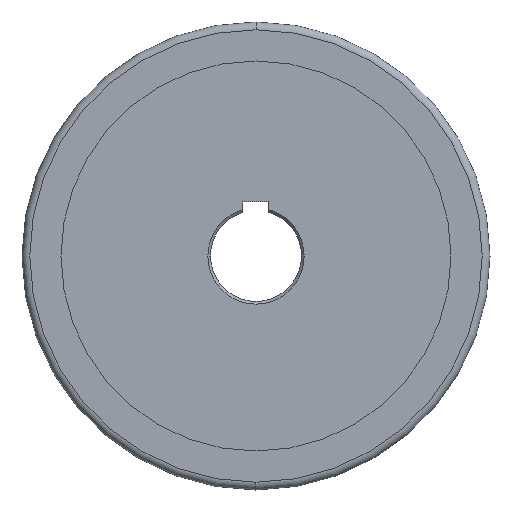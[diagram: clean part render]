
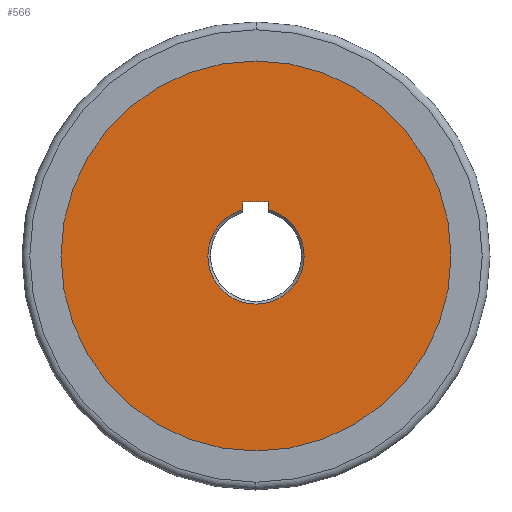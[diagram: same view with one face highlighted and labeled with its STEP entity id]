
A CAD part, left-side view. The second image highlights one B-rep face of the part: STEP entity #566.
In plain terms, the highlighted planar face has unit normal (-1, 0, 0).
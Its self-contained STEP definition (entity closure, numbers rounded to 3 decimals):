
#16 = ORIENTED_EDGE ( 'NONE', *, *, #200, .T. ) ;
#23 = CARTESIAN_POINT ( 'NONE',  ( -30., -18.5, 0. ) ) ;
#27 = EDGE_CURVE ( 'NONE', #721, #799, #875, .T. ) ;
#48 = VERTEX_POINT ( 'NONE', #96 ) ;
#53 = DIRECTION ( 'NONE',  ( 0., -1., 0. ) ) ;
#83 = CARTESIAN_POINT ( 'NONE',  ( -30., 5., 17.812 ) ) ;
#89 = CARTESIAN_POINT ( 'NONE',  ( -30., -5., 0. ) ) ;
#96 = CARTESIAN_POINT ( 'NONE',  ( -30., 18.5, 0. ) ) ;
#109 = CARTESIAN_POINT ( 'NONE',  ( -30., 0., 0. ) ) ;
#115 = FACE_OUTER_BOUND ( 'NONE', #670, .T. ) ;
#123 = DIRECTION ( 'NONE',  ( 0., 0., 1. ) ) ;
#134 = CIRCLE ( 'NONE', #794, 75. ) ;
#138 = LINE ( 'NONE', #484, #347 ) ;
#148 = CIRCLE ( 'NONE', #284, 18.5 ) ;
#154 = EDGE_CURVE ( 'NONE', #799, #721, #134, .T. ) ;
#159 = CARTESIAN_POINT ( 'NONE',  ( -30., -5., 20.8 ) ) ;
#167 = EDGE_CURVE ( 'NONE', #48, #439, #148, .T. ) ;
#176 = AXIS2_PLACEMENT_3D ( 'NONE', #521, #592, #646 ) ;
#185 = CARTESIAN_POINT ( 'NONE',  ( -30., 0., 0. ) ) ;
#192 = DIRECTION ( 'NONE',  ( 0., -1., 0. ) ) ;
#200 = EDGE_CURVE ( 'NONE', #702, #895, #240, .T. ) ;
#240 = LINE ( 'NONE', #89, #360 ) ;
#241 = DIRECTION ( 'NONE',  ( -1., 0., 0. ) ) ;
#259 = CARTESIAN_POINT ( 'NONE',  ( -30., 0., 0. ) ) ;
#277 = AXIS2_PLACEMENT_3D ( 'NONE', #109, #539, #192 ) ;
#280 = EDGE_CURVE ( 'NONE', #549, #702, #138, .T. ) ;
#284 = AXIS2_PLACEMENT_3D ( 'NONE', #259, #900, #839 ) ;
#289 = DIRECTION ( 'NONE',  ( 0., 0., 1. ) ) ;
#328 = CIRCLE ( 'NONE', #176, 18.5 ) ;
#346 = AXIS2_PLACEMENT_3D ( 'NONE', #185, #685, #924 ) ;
#347 = VECTOR ( 'NONE', #53, 1000. ) ;
#360 = VECTOR ( 'NONE', #531, 1000. ) ;
#368 = CARTESIAN_POINT ( 'NONE',  ( -30., 5., 0. ) ) ;
#374 = CARTESIAN_POINT ( 'NONE',  ( -30., 0., 75. ) ) ;
#390 = EDGE_CURVE ( 'NONE', #840, #48, #328, .T. ) ;
#395 = CARTESIAN_POINT ( 'NONE',  ( -30., 5., 20.8 ) ) ;
#399 = FACE_BOUND ( 'NONE', #711, .T. ) ;
#439 = VERTEX_POINT ( 'NONE', #83 ) ;
#457 = ORIENTED_EDGE ( 'NONE', *, *, #280, .T. ) ;
#475 = CARTESIAN_POINT ( 'NONE',  ( -30., 46.25, 0. ) ) ;
#484 = CARTESIAN_POINT ( 'NONE',  ( -30., 46.25, 20.8 ) ) ;
#521 = CARTESIAN_POINT ( 'NONE',  ( -30., 0., 0. ) ) ;
#531 = DIRECTION ( 'NONE',  ( 0., 0., -1. ) ) ;
#539 = DIRECTION ( 'NONE',  ( 1., 0., 0. ) ) ;
#549 = VERTEX_POINT ( 'NONE', #395 ) ;
#566 = ADVANCED_FACE ( 'NONE', ( #399, #115 ), #699, .T. ) ;
#586 = AXIS2_PLACEMENT_3D ( 'NONE', #475, #241, #123 ) ;
#592 = DIRECTION ( 'NONE',  ( 1., 0., 0. ) ) ;
#646 = DIRECTION ( 'NONE',  ( 0., -1., 0. ) ) ;
#657 = ORIENTED_EDGE ( 'NONE', *, *, #167, .T. ) ;
#662 = CARTESIAN_POINT ( 'NONE',  ( -30., 0., -75. ) ) ;
#670 = EDGE_LOOP ( 'NONE', ( #746, #823 ) ) ;
#675 = DIRECTION ( 'NONE',  ( 0., 0., 1. ) ) ;
#685 = DIRECTION ( 'NONE',  ( -1., 0., 0. ) ) ;
#688 = ORIENTED_EDGE ( 'NONE', *, *, #390, .T. ) ;
#699 = PLANE ( 'NONE',  #586 ) ;
#702 = VERTEX_POINT ( 'NONE', #159 ) ;
#711 = EDGE_LOOP ( 'NONE', ( #16, #791, #688, #657, #855, #457 ) ) ;
#718 = CIRCLE ( 'NONE', #277, 18.5 ) ;
#721 = VERTEX_POINT ( 'NONE', #374 ) ;
#745 = EDGE_CURVE ( 'NONE', #439, #549, #890, .T. ) ;
#746 = ORIENTED_EDGE ( 'NONE', *, *, #27, .T. ) ;
#791 = ORIENTED_EDGE ( 'NONE', *, *, #801, .T. ) ;
#794 = AXIS2_PLACEMENT_3D ( 'NONE', #910, #832, #675 ) ;
#799 = VERTEX_POINT ( 'NONE', #662 ) ;
#801 = EDGE_CURVE ( 'NONE', #895, #840, #718, .T. ) ;
#823 = ORIENTED_EDGE ( 'NONE', *, *, #154, .T. ) ;
#832 = DIRECTION ( 'NONE',  ( -1., 0., 0. ) ) ;
#839 = DIRECTION ( 'NONE',  ( 0., -1., 0. ) ) ;
#840 = VERTEX_POINT ( 'NONE', #23 ) ;
#852 = CARTESIAN_POINT ( 'NONE',  ( -30., -5., 17.812 ) ) ;
#855 = ORIENTED_EDGE ( 'NONE', *, *, #745, .T. ) ;
#875 = CIRCLE ( 'NONE', #346, 75. ) ;
#890 = LINE ( 'NONE', #368, #898 ) ;
#895 = VERTEX_POINT ( 'NONE', #852 ) ;
#898 = VECTOR ( 'NONE', #289, 1000. ) ;
#900 = DIRECTION ( 'NONE',  ( 1., 0., 0. ) ) ;
#910 = CARTESIAN_POINT ( 'NONE',  ( -30., 0., 0. ) ) ;
#924 = DIRECTION ( 'NONE',  ( 0., 0., 1. ) ) ;
